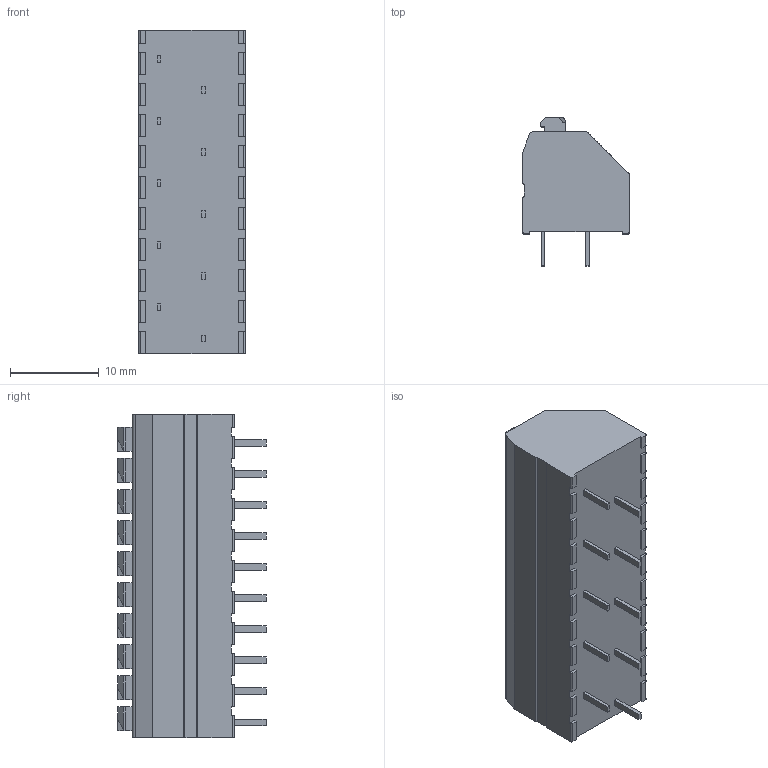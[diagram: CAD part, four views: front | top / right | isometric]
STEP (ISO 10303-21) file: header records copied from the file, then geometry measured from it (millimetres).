
FILE_DESCRIPTION(/* description */ ('STEP AP214'),/* implementation_level */ '2;1');
FILE_NAME(/* name */ '250-210',/* time_stamp */ '2022-10-18T13:44:06+02:00',/* author */ ('License CC BY-ND 4.0'),/* organization */ ('CADENAS'),/* preprocessor_version */ 'ST-DEVELOPER v18.102',/* originating_system */ 'PARTsolutions',/* authorisation */ ' ');
FILE_SCHEMA (('AUTOMOTIVE_DESIGN {1 0 10303 214 3 1 1}'));
Length unit declared in the file: millimetre
Products named in the file (1): 250-210
Bounding box: 12 x 16.7 x 36.5 mm (x, y, z)
Volume: 4429.7 mm3; surface area: 2269.8 mm2
Topology: 1 solids, 1 shells, 421 faces, 1167 edges, 768 vertices
Faces by surface type: plane 324, cylinder 77, cone 20
Entity records: 13365 total; most frequent: CARTESIAN_POINT 2477, ORIENTED_EDGE 2334, DIRECTION 2145, EDGE_CURVE 1167, LINE 953, VECTOR 953, VERTEX_POINT 768, AXIS2_PLACEMENT_3D 596
